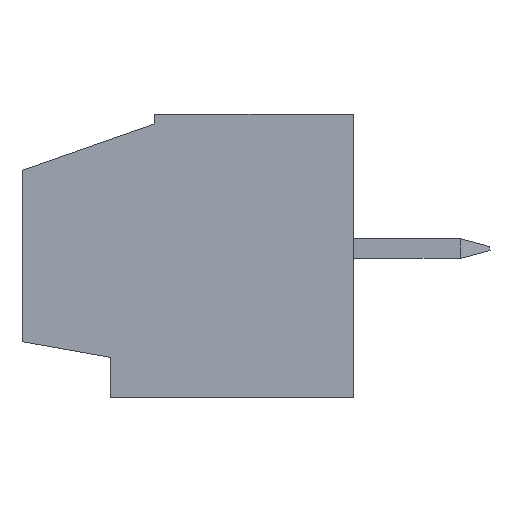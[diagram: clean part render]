
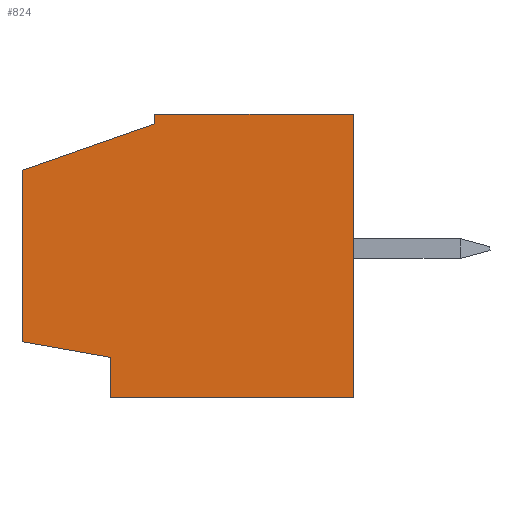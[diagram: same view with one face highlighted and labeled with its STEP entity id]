
A CAD part, left-side view. The second image highlights one B-rep face of the part: STEP entity #824.
In plain terms, the highlighted planar face has unit normal (-1, 0, 0).
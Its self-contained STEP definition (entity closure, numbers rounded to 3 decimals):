
#824=ADVANCED_FACE('',(#1673),#1674,.T.);
#1673=FACE_OUTER_BOUND('',#2514,.T.);
#1674=PLANE('',#2515);
#2514=EDGE_LOOP('',(#4937,#4938,#4939,#4940,#4941,#4942,#4943,#4944));
#2515=AXIS2_PLACEMENT_3D('',#4945,#4946,#4947);
#4937=ORIENTED_EDGE('',*,*,#5879,.F.);
#4938=ORIENTED_EDGE('',*,*,#5908,.F.);
#4939=ORIENTED_EDGE('',*,*,#5904,.F.);
#4940=ORIENTED_EDGE('',*,*,#5900,.F.);
#4941=ORIENTED_EDGE('',*,*,#5896,.F.);
#4942=ORIENTED_EDGE('',*,*,#5892,.F.);
#4943=ORIENTED_EDGE('',*,*,#5888,.F.);
#4944=ORIENTED_EDGE('',*,*,#5884,.F.);
#4945=CARTESIAN_POINT('',(-1.778,3.945,-0.255));
#4946=DIRECTION('',(-1.0,0.0,0.));
#4947=DIRECTION('',(0.,0.0,1.0));
#5879=EDGE_CURVE('',#7263,#7264,#7265,.T.);
#5884=EDGE_CURVE('',#7264,#7272,#7273,.T.);
#5888=EDGE_CURVE('',#7272,#7278,#7279,.T.);
#5892=EDGE_CURVE('',#7278,#7284,#7285,.T.);
#5896=EDGE_CURVE('',#7284,#7290,#7291,.T.);
#5900=EDGE_CURVE('',#7290,#7296,#7297,.T.);
#5904=EDGE_CURVE('',#7296,#7302,#7303,.T.);
#5908=EDGE_CURVE('',#7302,#7263,#7308,.T.);
#7263=VERTEX_POINT('',#9791);
#7264=VERTEX_POINT('',#9792);
#7265=LINE('',#9793,#9794);
#7272=VERTEX_POINT('',#9804);
#7273=LINE('',#9805,#9806);
#7278=VERTEX_POINT('',#9813);
#7279=LINE('',#9814,#9815);
#7284=VERTEX_POINT('',#9822);
#7285=LINE('',#9823,#9824);
#7290=VERTEX_POINT('',#9831);
#7291=LINE('',#9832,#9833);
#7296=VERTEX_POINT('',#9840);
#7297=LINE('',#9841,#9842);
#7302=VERTEX_POINT('',#9849);
#7303=LINE('',#9850,#9851);
#7308=LINE('',#9858,#9859);
#9791=CARTESIAN_POINT('',(-1.778,6.248,-3.835));
#9792=CARTESIAN_POINT('',(-1.778,6.248,-2.794));
#9793=CARTESIAN_POINT('',(-1.778,6.248,-2.794));
#9794=VECTOR('',#10692,1.0);
#9804=CARTESIAN_POINT('',(-1.778,8.509,-2.391));
#9805=CARTESIAN_POINT('',(-1.778,8.509,-2.391));
#9806=VECTOR('',#10696,1.0);
#9813=CARTESIAN_POINT('',(-1.778,8.509,2.01));
#9814=CARTESIAN_POINT('',(-1.778,8.509,2.01));
#9815=VECTOR('',#10699,1.0);
#9822=CARTESIAN_POINT('',(-1.778,5.105,3.2));
#9823=CARTESIAN_POINT('',(-1.778,5.105,3.2));
#9824=VECTOR('',#10702,1.0);
#9831=CARTESIAN_POINT('',(-1.778,5.105,3.454));
#9832=CARTESIAN_POINT('',(-1.778,5.105,3.454));
#9833=VECTOR('',#10705,1.0);
#9840=CARTESIAN_POINT('',(-1.778,0.0,3.454));
#9841=CARTESIAN_POINT('',(-1.778,0.0,3.454));
#9842=VECTOR('',#10708,1.0);
#9849=CARTESIAN_POINT('',(-1.778,0.0,-3.835));
#9850=CARTESIAN_POINT('',(-1.778,0.0,-3.835));
#9851=VECTOR('',#10711,1.0);
#9858=CARTESIAN_POINT('',(-1.778,6.248,-3.835));
#9859=VECTOR('',#10714,1.0);
#10692=DIRECTION('',(0.,0.0,1.0));
#10696=DIRECTION('',(0.,0.984,0.176));
#10699=DIRECTION('',(0.,0.0,1.0));
#10702=DIRECTION('',(0.,-0.944,0.33));
#10705=DIRECTION('',(0.,0.0,1.0));
#10708=DIRECTION('',(0.0,-1.0,0.0));
#10711=DIRECTION('',(0.,-0.0,-1.0));
#10714=DIRECTION('',(0.0,1.0,0.0));
